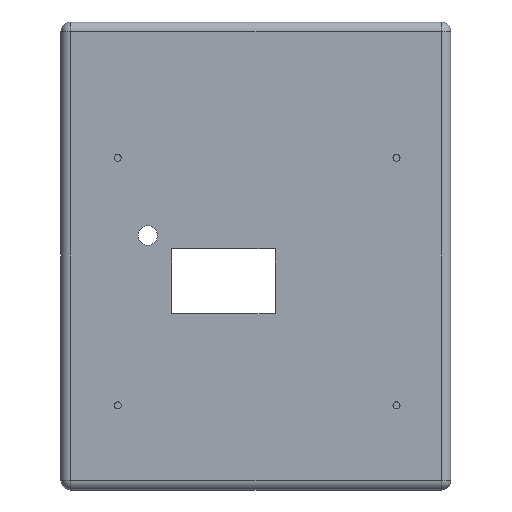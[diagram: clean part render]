
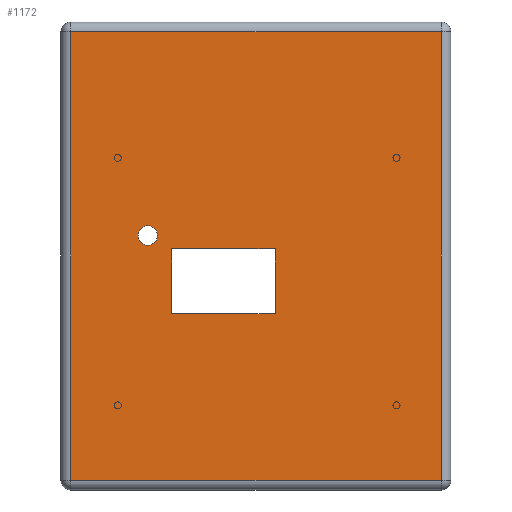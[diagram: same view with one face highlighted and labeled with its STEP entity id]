
A CAD part, front view. The second image highlights one B-rep face of the part: STEP entity #1172.
In plain terms, the highlighted planar face has unit normal (0, -1, 0).
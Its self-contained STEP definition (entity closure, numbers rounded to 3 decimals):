
#44=FACE_BOUND('',#288,.T.);
#45=FACE_BOUND('',#289,.T.);
#60=CIRCLE('',#1239,2.5);
#189=FACE_OUTER_BOUND('',#287,.T.);
#287=EDGE_LOOP('',(#947,#948,#949,#950));
#288=EDGE_LOOP('',(#951));
#289=EDGE_LOOP('',(#952,#953,#954,#955));
#349=LINE('',#1831,#446);
#353=LINE('',#1839,#450);
#356=LINE('',#1845,#453);
#359=LINE('',#1850,#456);
#381=LINE('',#1954,#478);
#383=LINE('',#1961,#480);
#384=LINE('',#1971,#481);
#385=LINE('',#1972,#482);
#446=VECTOR('',#1462,10.);
#450=VECTOR('',#1468,10.);
#453=VECTOR('',#1473,10.);
#456=VECTOR('',#1478,10.);
#478=VECTOR('',#1600,10.);
#480=VECTOR('',#1608,10.);
#481=VECTOR('',#1623,10.);
#482=VECTOR('',#1624,10.);
#539=VERTEX_POINT('',#1797);
#548=VERTEX_POINT('',#1829);
#549=VERTEX_POINT('',#1830);
#552=VERTEX_POINT('',#1838);
#554=VERTEX_POINT('',#1844);
#582=VERTEX_POINT('',#1932);
#587=VERTEX_POINT('',#1953);
#589=VERTEX_POINT('',#1959);
#591=VERTEX_POINT('',#1970);
#642=EDGE_CURVE('',#539,#539,#60,.T.);
#655=EDGE_CURVE('',#548,#549,#349,.T.);
#659=EDGE_CURVE('',#549,#552,#353,.T.);
#662=EDGE_CURVE('',#552,#554,#356,.T.);
#665=EDGE_CURVE('',#554,#548,#359,.T.);
#713=EDGE_CURVE('',#582,#587,#381,.T.);
#717=EDGE_CURVE('',#589,#582,#383,.T.);
#722=EDGE_CURVE('',#591,#589,#384,.T.);
#723=EDGE_CURVE('',#587,#591,#385,.T.);
#947=ORIENTED_EDGE('',*,*,#713,.F.);
#948=ORIENTED_EDGE('',*,*,#717,.F.);
#949=ORIENTED_EDGE('',*,*,#722,.F.);
#950=ORIENTED_EDGE('',*,*,#723,.F.);
#951=ORIENTED_EDGE('',*,*,#642,.T.);
#952=ORIENTED_EDGE('',*,*,#655,.T.);
#953=ORIENTED_EDGE('',*,*,#659,.T.);
#954=ORIENTED_EDGE('',*,*,#662,.T.);
#955=ORIENTED_EDGE('',*,*,#665,.T.);
#1101=PLANE('',#1319);
#1172=ADVANCED_FACE('',(#189,#44,#45),#1101,.F.);
#1239=AXIS2_PLACEMENT_3D('',#1799,#1422,#1423);
#1319=AXIS2_PLACEMENT_3D('',#1969,#1621,#1622);
#1422=DIRECTION('center_axis',(0.,1.,0.));
#1423=DIRECTION('ref_axis',(-1.,0.,0.));
#1462=DIRECTION('',(0.,0.,1.));
#1468=DIRECTION('',(1.,0.,0.));
#1473=DIRECTION('',(0.,0.,-1.));
#1478=DIRECTION('',(-1.,0.,0.));
#1600=DIRECTION('',(0.,0.,1.));
#1608=DIRECTION('',(-1.,0.,0.));
#1621=DIRECTION('center_axis',(0.,1.,0.));
#1622=DIRECTION('ref_axis',(0.,0.,-1.));
#1623=DIRECTION('',(0.,0.,-1.));
#1624=DIRECTION('',(1.,0.,0.));
#1797=CARTESIAN_POINT('',(-75.254,0.,65.261));
#1799=CARTESIAN_POINT('Origin',(-77.754,0.,65.261));
#1829=CARTESIAN_POINT('',(-71.614,0.,45.231));
#1830=CARTESIAN_POINT('',(-71.614,0.,61.831));
#1831=CARTESIAN_POINT('',(-71.614,0.,60.915));
#1838=CARTESIAN_POINT('',(-45.114,0.,61.831));
#1839=CARTESIAN_POINT('',(-47.557,0.,61.831));
#1844=CARTESIAN_POINT('',(-45.114,0.,45.231));
#1845=CARTESIAN_POINT('',(-45.114,0.,52.615));
#1850=CARTESIAN_POINT('',(-60.807,0.,45.231));
#1932=CARTESIAN_POINT('',(-97.5,0.,2.5));
#1953=CARTESIAN_POINT('',(-97.5,0.,117.5));
#1954=CARTESIAN_POINT('',(-97.5,0.,60.));
#1959=CARTESIAN_POINT('',(-2.5,0.,2.5));
#1961=CARTESIAN_POINT('',(-50.,0.,2.5));
#1969=CARTESIAN_POINT('Origin',(-50.,0.,60.));
#1970=CARTESIAN_POINT('',(-2.5,0.,117.5));
#1971=CARTESIAN_POINT('',(-2.5,0.,60.));
#1972=CARTESIAN_POINT('',(-50.,0.,117.5));
